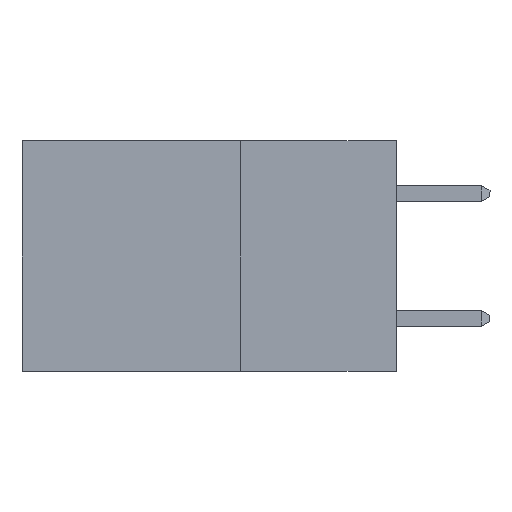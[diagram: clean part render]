
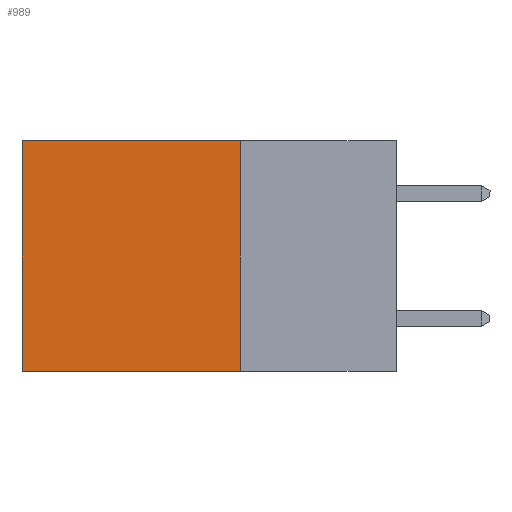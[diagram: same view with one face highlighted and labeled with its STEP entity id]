
A CAD part, left-side view. The second image highlights one B-rep face of the part: STEP entity #989.
In plain terms, the highlighted planar face has unit normal (-1, 0, 0).
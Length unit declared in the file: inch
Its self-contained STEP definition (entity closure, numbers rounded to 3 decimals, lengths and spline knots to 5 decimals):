
#221 = EDGE_CURVE ( 'NONE', #800, #7662, #8983, .T. ) ;
#349 = LINE ( 'NONE', #9417, #3558 ) ;
#564 = DIRECTION ( 'NONE',  ( 0., 1., 0. ) ) ;
#695 = AXIS2_PLACEMENT_3D ( 'NONE', #6121, #3958, #9225 ) ;
#800 = VERTEX_POINT ( 'NONE', #3000 ) ;
#989 = ADVANCED_FACE ( 'NONE', ( #3811 ), #5534, .F. ) ;
#1315 = EDGE_CURVE ( 'NONE', #4022, #9051, #1328, .T. ) ;
#1328 = LINE ( 'NONE', #3748, #8259 ) ;
#1874 = EDGE_CURVE ( 'NONE', #4022, #800, #5638, .T. ) ;
#3000 = CARTESIAN_POINT ( 'NONE',  ( 0.2615, 0.6, 0. ) ) ;
#3005 = DIRECTION ( 'NONE',  ( 0., 0., -1. ) ) ;
#3558 = VECTOR ( 'NONE', #9366, 39.37008 ) ;
#3565 = ORIENTED_EDGE ( 'NONE', *, *, #1874, .T. ) ;
#3696 = VECTOR ( 'NONE', #564, 39.37008 ) ;
#3748 = CARTESIAN_POINT ( 'NONE',  ( 0.2615, 0.25, -0.37 ) ) ;
#3811 = FACE_OUTER_BOUND ( 'NONE', #4816, .T. ) ;
#3958 = DIRECTION ( 'NONE',  ( 1., 0., 0. ) ) ;
#4022 = VERTEX_POINT ( 'NONE', #5572 ) ;
#4140 = EDGE_CURVE ( 'NONE', #9051, #7662, #349, .T. ) ;
#4244 = ORIENTED_EDGE ( 'NONE', *, *, #221, .T. ) ;
#4445 = CARTESIAN_POINT ( 'NONE',  ( 0.2615, 0.6, -0.37 ) ) ;
#4816 = EDGE_LOOP ( 'NONE', ( #4244, #7353, #8742, #3565 ) ) ;
#5534 = PLANE ( 'NONE',  #695 ) ;
#5572 = CARTESIAN_POINT ( 'NONE',  ( 0.2615, 0.25, 0. ) ) ;
#5638 = LINE ( 'NONE', #6515, #3696 ) ;
#6121 = CARTESIAN_POINT ( 'NONE',  ( 0.2615, 0.25, -0.37 ) ) ;
#6494 = VECTOR ( 'NONE', #6706, 39.37008 ) ;
#6515 = CARTESIAN_POINT ( 'NONE',  ( 0.2615, 0.25, 0. ) ) ;
#6706 = DIRECTION ( 'NONE',  ( 0., 0., -1. ) ) ;
#7353 = ORIENTED_EDGE ( 'NONE', *, *, #4140, .F. ) ;
#7662 = VERTEX_POINT ( 'NONE', #8526 ) ;
#8259 = VECTOR ( 'NONE', #3005, 39.37008 ) ;
#8526 = CARTESIAN_POINT ( 'NONE',  ( 0.2615, 0.6, -0.37 ) ) ;
#8531 = CARTESIAN_POINT ( 'NONE',  ( 0.2615, 0.25, -0.37 ) ) ;
#8742 = ORIENTED_EDGE ( 'NONE', *, *, #1315, .F. ) ;
#8983 = LINE ( 'NONE', #4445, #6494 ) ;
#9051 = VERTEX_POINT ( 'NONE', #8531 ) ;
#9225 = DIRECTION ( 'NONE',  ( 0., 0., -1. ) ) ;
#9366 = DIRECTION ( 'NONE',  ( 0., 1., 0. ) ) ;
#9417 = CARTESIAN_POINT ( 'NONE',  ( 0.2615, 0.25, -0.37 ) ) ;
